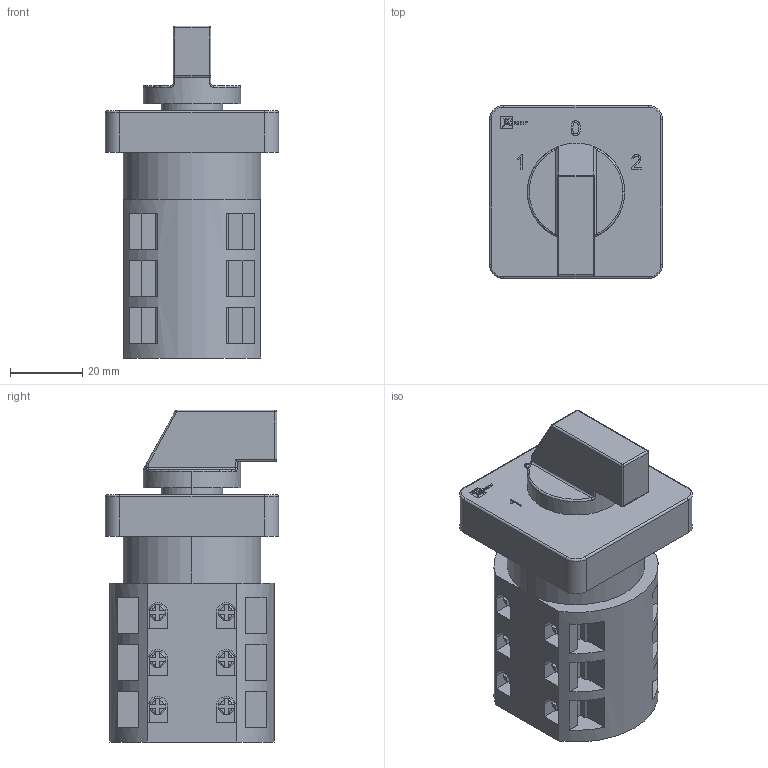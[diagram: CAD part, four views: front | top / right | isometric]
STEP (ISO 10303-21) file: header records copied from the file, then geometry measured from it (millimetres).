
FILE_DESCRIPTION (( 'STEP AP203' ), '1' );
FILE_NAME ('ﾏﾊ-1-43 25ﾀ 3ﾐ (pk-1-43-25).STEP', '2018-09-04T06:48:41', ( '' ), ( '' ), 'SwSTEP 2.0', 'SolidWorks 2017', '' );
FILE_SCHEMA (( 'CONFIG_CONTROL_DESIGN' ));
Length unit declared in the file: millimetre
Products named in the file (1): ﾏﾊ-1-43 25ﾀ 3ﾐ (pk-1-43-25)
Bounding box: 48 x 48 x 92 mm (x, y, z)
Volume: 109387.7 mm3; surface area: 22092.4 mm2
Topology: 1 solids, 1 shells, 590 faces, 1633 edges, 1061 vertices
Faces by surface type: plane 391, cylinder 95, torus 55, bspline 43, sphere 6
Entity records: 20973 total; most frequent: CARTESIAN_POINT 5971, ORIENTED_EDGE 3258, DIRECTION 2919, EDGE_CURVE 1629, VERTEX_POINT 1061, VECTOR 1053, LINE 1053, AXIS2_PLACEMENT_3D 933
